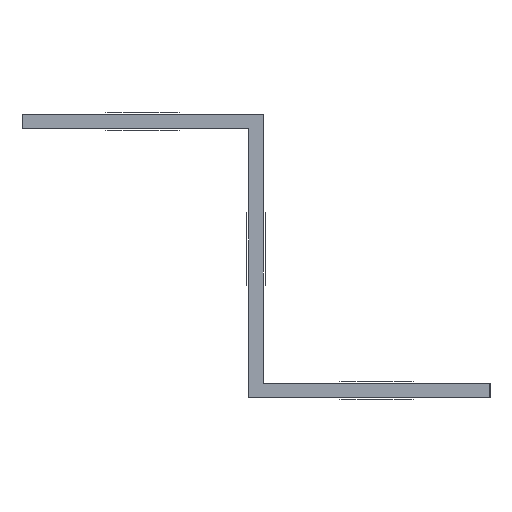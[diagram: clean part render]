
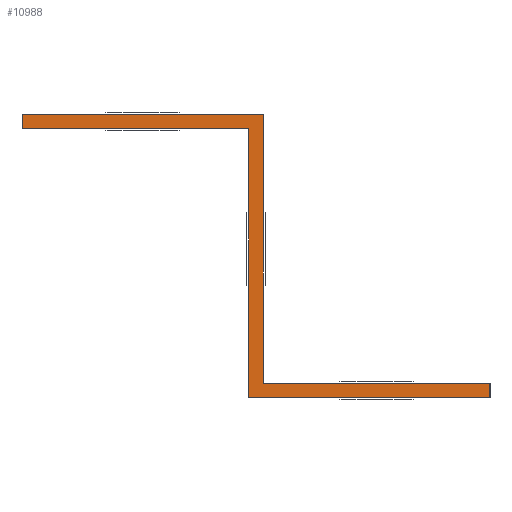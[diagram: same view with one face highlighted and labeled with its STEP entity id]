
A CAD part, left-side view. The second image highlights one B-rep face of the part: STEP entity #10988.
In plain terms, the highlighted planar face has unit normal (-1, 0, 0).
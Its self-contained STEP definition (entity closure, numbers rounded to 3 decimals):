
#2272=FACE_OUTER_BOUND('',#2732,.T.);
#2732=EDGE_LOOP('',(#8702,#8703,#8704,#8705,#8706,#8707,#8708,#8709));
#3187=LINE('',#16456,#4111);
#3190=LINE('',#16462,#4114);
#3199=LINE('',#16481,#4123);
#3202=LINE('',#16485,#4126);
#3203=LINE('',#16488,#4127);
#3205=LINE('',#16492,#4129);
#3206=LINE('',#16494,#4130);
#3207=LINE('',#16495,#4131);
#4111=VECTOR('',#12809,1.);
#4114=VECTOR('',#12814,1.);
#4123=VECTOR('',#12827,1.);
#4126=VECTOR('',#12832,1.);
#4127=VECTOR('',#12835,1.);
#4129=VECTOR('',#12839,1.);
#4130=VECTOR('',#12840,1.);
#4131=VECTOR('',#12841,1.);
#5034=VERTEX_POINT('',#16452);
#5036=VERTEX_POINT('',#16455);
#5038=VERTEX_POINT('',#16461);
#5045=VERTEX_POINT('',#16479);
#5046=VERTEX_POINT('',#16480);
#5047=VERTEX_POINT('',#16487);
#5048=VERTEX_POINT('',#16491);
#5049=VERTEX_POINT('',#16493);
#6851=EDGE_CURVE('',#5034,#5036,#3187,.T.);
#6854=EDGE_CURVE('',#5036,#5038,#3190,.T.);
#6863=EDGE_CURVE('',#5045,#5046,#3199,.T.);
#6866=EDGE_CURVE('',#5046,#5038,#3202,.T.);
#6867=EDGE_CURVE('',#5045,#5047,#3203,.T.);
#6869=EDGE_CURVE('',#5048,#5034,#3205,.T.);
#6870=EDGE_CURVE('',#5049,#5048,#3206,.T.);
#6871=EDGE_CURVE('',#5047,#5049,#3207,.T.);
#8702=ORIENTED_EDGE('',*,*,#6869,.F.);
#8703=ORIENTED_EDGE('',*,*,#6870,.F.);
#8704=ORIENTED_EDGE('',*,*,#6871,.F.);
#8705=ORIENTED_EDGE('',*,*,#6867,.F.);
#8706=ORIENTED_EDGE('',*,*,#6863,.T.);
#8707=ORIENTED_EDGE('',*,*,#6866,.T.);
#8708=ORIENTED_EDGE('',*,*,#6854,.F.);
#8709=ORIENTED_EDGE('',*,*,#6851,.F.);
#10528=PLANE('',#11450);
#10988=ADVANCED_FACE('',(#2272),#10528,.F.);
#11450=AXIS2_PLACEMENT_3D('',#16490,#12837,#12838);
#12809=DIRECTION('',(0.,1.,0.));
#12814=DIRECTION('',(0.,0.,1.));
#12827=DIRECTION('',(0.,0.,1.));
#12832=DIRECTION('',(0.,1.,0.));
#12835=DIRECTION('',(0.,-1.,0.));
#12837=DIRECTION('center_axis',(1.,0.,0.));
#12838=DIRECTION('ref_axis',(0.,0.,-1.));
#12839=DIRECTION('',(0.,0.,1.));
#12840=DIRECTION('',(0.,1.,0.));
#12841=DIRECTION('',(0.,0.,-1.));
#16452=CARTESIAN_POINT('',(0.,23.171,25.667));
#16455=CARTESIAN_POINT('',(0.,44.821,25.667));
#16456=CARTESIAN_POINT('',(0.,21.821,25.667));
#16461=CARTESIAN_POINT('',(0.,44.821,27.017));
#16462=CARTESIAN_POINT('',(0.,44.821,25.667));
#16479=CARTESIAN_POINT('',(0.,21.821,1.367));
#16480=CARTESIAN_POINT('',(0.,21.821,27.017));
#16481=CARTESIAN_POINT('',(0.,21.821,0.017));
#16485=CARTESIAN_POINT('',(0.,21.821,27.017));
#16487=CARTESIAN_POINT('',(0.,0.171,1.367));
#16488=CARTESIAN_POINT('',(0.,23.171,1.367));
#16490=CARTESIAN_POINT('Origin',(0.,11.671,0.692));
#16491=CARTESIAN_POINT('',(0.,23.171,0.017));
#16492=CARTESIAN_POINT('',(0.,23.171,0.017));
#16493=CARTESIAN_POINT('',(0.,0.171,0.017));
#16494=CARTESIAN_POINT('',(0.,0.171,0.017));
#16495=CARTESIAN_POINT('',(0.,0.171,1.367));
